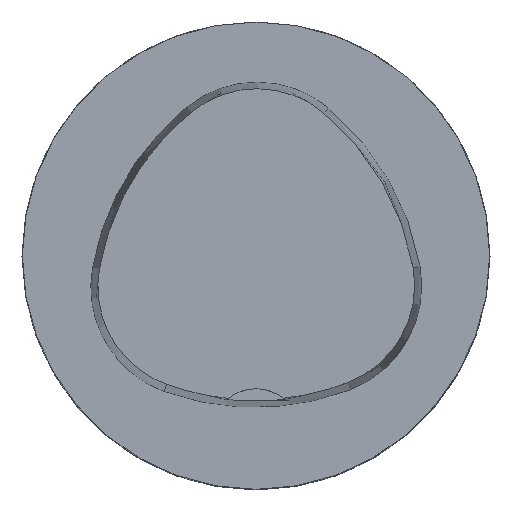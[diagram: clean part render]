
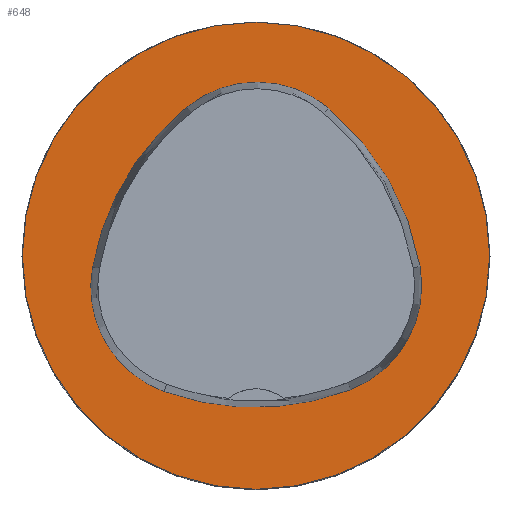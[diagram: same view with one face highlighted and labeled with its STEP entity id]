
A CAD part, top view. The second image highlights one B-rep face of the part: STEP entity #648.
In plain terms, the highlighted planar face has unit normal (0, 0, 1).
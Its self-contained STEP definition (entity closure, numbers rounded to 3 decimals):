
#343=PLANE('',#3744);
#648=ADVANCED_FACE('',(#1362,#1363),#343,.T.);
#1362=FACE_BOUND('',#1430,.T.);
#1363=FACE_BOUND('',#1431,.T.);
#1430=EDGE_LOOP('',(#1879,#1880,#1881,#1882,#1883,#1884));
#1431=EDGE_LOOP('',(#1885));
#1879=ORIENTED_EDGE('',*,*,#3107,.T.);
#1880=ORIENTED_EDGE('',*,*,#3087,.T.);
#1881=ORIENTED_EDGE('',*,*,#3091,.T.);
#1882=ORIENTED_EDGE('',*,*,#3094,.T.);
#1883=ORIENTED_EDGE('',*,*,#3097,.T.);
#1884=ORIENTED_EDGE('',*,*,#3105,.T.);
#1885=ORIENTED_EDGE('',*,*,#2950,.F.);
#2609=VERTEX_POINT('',#4818);
#2702=VERTEX_POINT('',#5282);
#2703=VERTEX_POINT('',#5283);
#2706=VERTEX_POINT('',#5291);
#2708=VERTEX_POINT('',#5297);
#2710=VERTEX_POINT('',#5303);
#2717=VERTEX_POINT('',#5324);
#2950=EDGE_CURVE('',#2609,#2609,#3458,.T.);
#3087=EDGE_CURVE('',#2702,#2703,#3481,.T.);
#3091=EDGE_CURVE('',#2703,#2706,#3483,.T.);
#3094=EDGE_CURVE('',#2706,#2708,#3485,.T.);
#3097=EDGE_CURVE('',#2708,#2710,#3487,.T.);
#3105=EDGE_CURVE('',#2710,#2717,#3491,.T.);
#3107=EDGE_CURVE('',#2717,#2702,#3493,.T.);
#3458=CIRCLE('',#3619,31.5);
#3481=CIRCLE('',#3722,36.);
#3483=CIRCLE('',#3725,15.);
#3485=CIRCLE('',#3728,36.);
#3487=CIRCLE('',#3731,15.);
#3491=CIRCLE('',#3736,36.);
#3493=CIRCLE('',#3739,15.);
#3619=AXIS2_PLACEMENT_3D('',#4817,#3946,#3947);
#3722=AXIS2_PLACEMENT_3D('',#5281,#4213,#4214);
#3725=AXIS2_PLACEMENT_3D('',#5290,#4221,#4222);
#3728=AXIS2_PLACEMENT_3D('',#5296,#4228,#4229);
#3731=AXIS2_PLACEMENT_3D('',#5302,#4235,#4236);
#3736=AXIS2_PLACEMENT_3D('',#5325,#4247,#4248);
#3739=AXIS2_PLACEMENT_3D('',#5328,#4253,#4254);
#3744=AXIS2_PLACEMENT_3D('',#5333,#4263,#4264);
#3946=DIRECTION('',(0.,0.,-1.));
#3947=DIRECTION('',(-1.,0.,0.));
#4213=DIRECTION('',(0.,0.,-1.));
#4214=DIRECTION('',(-1.,0.,0.));
#4221=DIRECTION('',(0.,0.,-1.));
#4222=DIRECTION('',(-1.,0.,0.));
#4228=DIRECTION('',(0.,0.,-1.));
#4229=DIRECTION('',(-1.,0.,0.));
#4235=DIRECTION('',(0.,0.,-1.));
#4236=DIRECTION('',(-1.,0.,0.));
#4247=DIRECTION('',(0.,0.,-1.));
#4248=DIRECTION('',(-1.,0.,0.));
#4253=DIRECTION('',(0.,0.,-1.));
#4254=DIRECTION('',(-1.,0.,0.));
#4263=DIRECTION('',(0.,0.,1.));
#4264=DIRECTION('',(1.,0.,0.));
#4817=CARTESIAN_POINT('',(0.,0.,0.));
#4818=CARTESIAN_POINT('',(-31.5,0.,0.));
#5281=CARTESIAN_POINT('',(13.398,-7.893,0.));
#5282=CARTESIAN_POINT('',(-22.041,-1.562,0.));
#5283=CARTESIAN_POINT('',(-9.317,20.036,0.));
#5290=CARTESIAN_POINT('',(0.148,8.399,0.));
#5291=CARTESIAN_POINT('',(9.779,19.898,0.));
#5296=CARTESIAN_POINT('',(-13.337,-7.7,0.));
#5297=CARTESIAN_POINT('',(22.122,-1.48,0.));
#5302=CARTESIAN_POINT('',(7.347,-4.071,0.));
#5303=CARTESIAN_POINT('',(12.693,-18.087,0.));
#5324=CARTESIAN_POINT('',(-12.373,-18.307,0.));
#5325=CARTESIAN_POINT('',(-0.137,15.55,0.));
#5328=CARTESIAN_POINT('',(-7.275,-4.2,0.));
#5333=CARTESIAN_POINT('',(0.,0.,0.));
